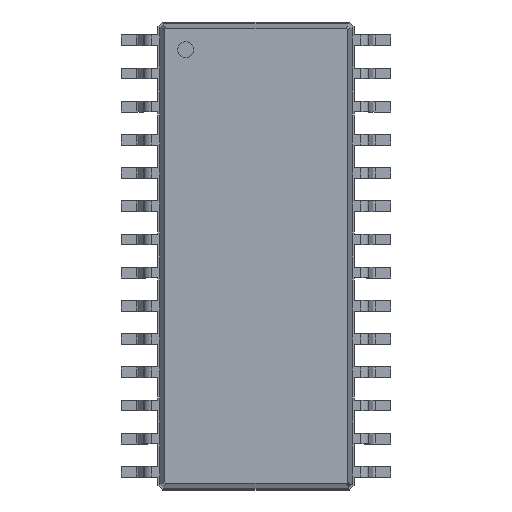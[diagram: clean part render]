
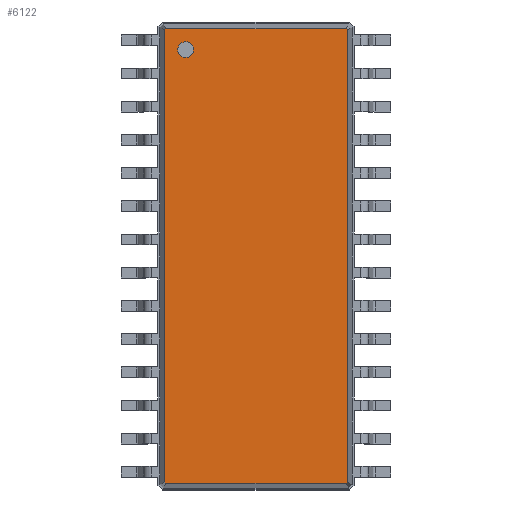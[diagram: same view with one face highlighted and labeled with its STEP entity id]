
A CAD part, top view. The second image highlights one B-rep face of the part: STEP entity #6122.
In plain terms, the highlighted planar face has unit normal (0, 0, 1).
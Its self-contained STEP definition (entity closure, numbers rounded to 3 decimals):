
#13=DIRECTION('',(0.,0.,1.));
#27=VECTOR('',#28,1.);
#28=DIRECTION('',(1.,0.,0.));
#51=VECTOR('',#52,1.);
#52=DIRECTION('',(0.707,-0.707,0.));
#58=VECTOR('',#59,1.);
#59=DIRECTION('',(0.,-1.,0.));
#65=VECTOR('',#66,1.);
#66=DIRECTION('',(-0.707,-0.707,0.));
#72=VECTOR('',#73,1.);
#73=DIRECTION('',(-1.,0.,0.));
#79=VECTOR('',#80,1.);
#80=DIRECTION('',(-0.707,0.707,0.));
#86=VECTOR('',#87,1.);
#87=DIRECTION('',(0.,1.,0.));
#91=VECTOR('',#92,1.);
#92=DIRECTION('',(0.707,0.707,0.));
#1813=VERTEX_POINT('',#1814);
#1814=CARTESIAN_POINT('',(-3.489,8.644,2.75));
#1816=ORIENTED_EDGE('',*,*,#1817,.F.);
#1817=EDGE_CURVE('',#1818,#1813,#1820,.T.);
#1818=VERTEX_POINT('',#1819);
#1819=CARTESIAN_POINT('',(-3.489,-8.644,2.75));
#1820=LINE('',#1819,#86);
#1831=VERTEX_POINT('',#1832);
#1832=CARTESIAN_POINT('',(-3.444,8.689,2.75));
#1834=ORIENTED_EDGE('',*,*,#1835,.F.);
#1835=EDGE_CURVE('',#1813,#1831,#1836,.T.);
#1836=LINE('',#1814,#91);
#1845=VERTEX_POINT('',#1846);
#1846=CARTESIAN_POINT('',(3.444,8.689,2.75));
#1848=ORIENTED_EDGE('',*,*,#1849,.F.);
#1849=EDGE_CURVE('',#1831,#1845,#1850,.T.);
#1850=LINE('',#1832,#27);
#1859=VERTEX_POINT('',#1860);
#1860=CARTESIAN_POINT('',(3.489,8.644,2.75));
#1862=ORIENTED_EDGE('',*,*,#1863,.F.);
#1863=EDGE_CURVE('',#1845,#1859,#1864,.T.);
#1864=LINE('',#1846,#51);
#1985=VERTEX_POINT('',#1986);
#1986=CARTESIAN_POINT('',(3.489,-8.644,2.75));
#1988=ORIENTED_EDGE('',*,*,#1989,.F.);
#1989=EDGE_CURVE('',#1859,#1985,#1990,.T.);
#1990=LINE('',#1860,#58);
#6122=ADVANCED_FACE('',(#6123,#6138),#6148,.T.);
#6123=FACE_BOUND('',#6124,.T.);
#6124=EDGE_LOOP('',(#1848,#1834,#1816,#6125,#6130,#6135,#1988,#1862));
#6125=ORIENTED_EDGE('',*,*,#6126,.F.);
#6126=EDGE_CURVE('',#6127,#1818,#6129,.T.);
#6127=VERTEX_POINT('',#6128);
#6128=CARTESIAN_POINT('',(-3.444,-8.689,2.75));
#6129=LINE('',#6128,#79);
#6130=ORIENTED_EDGE('',*,*,#6131,.F.);
#6131=EDGE_CURVE('',#6132,#6127,#6134,.T.);
#6132=VERTEX_POINT('',#6133);
#6133=CARTESIAN_POINT('',(3.444,-8.689,2.75));
#6134=LINE('',#6133,#72);
#6135=ORIENTED_EDGE('',*,*,#6136,.F.);
#6136=EDGE_CURVE('',#1985,#6132,#6137,.T.);
#6137=LINE('',#1986,#65);
#6138=FACE_BOUND('',#6139,.T.);
#6139=EDGE_LOOP('',(#6140));
#6140=ORIENTED_EDGE('',*,*,#6141,.T.);
#6141=EDGE_CURVE('',#6142,#6142,#6144,.T.);
#6142=VERTEX_POINT('',#6143);
#6143=CARTESIAN_POINT('',(-2.689,7.589,2.75));
#6144=CIRCLE('',#6145,0.3);
#6145=AXIS2_PLACEMENT_3D('',#6146,#6147,#59);
#6146=CARTESIAN_POINT('',(-2.689,7.889,2.75));
#6147=DIRECTION('',(0.,-0.,-1.));
#6148=PLANE('',#6149);
#6149=AXIS2_PLACEMENT_3D('',#1832,#13,#6150);
#6150=DIRECTION('',(0.369,-0.93,0.));
